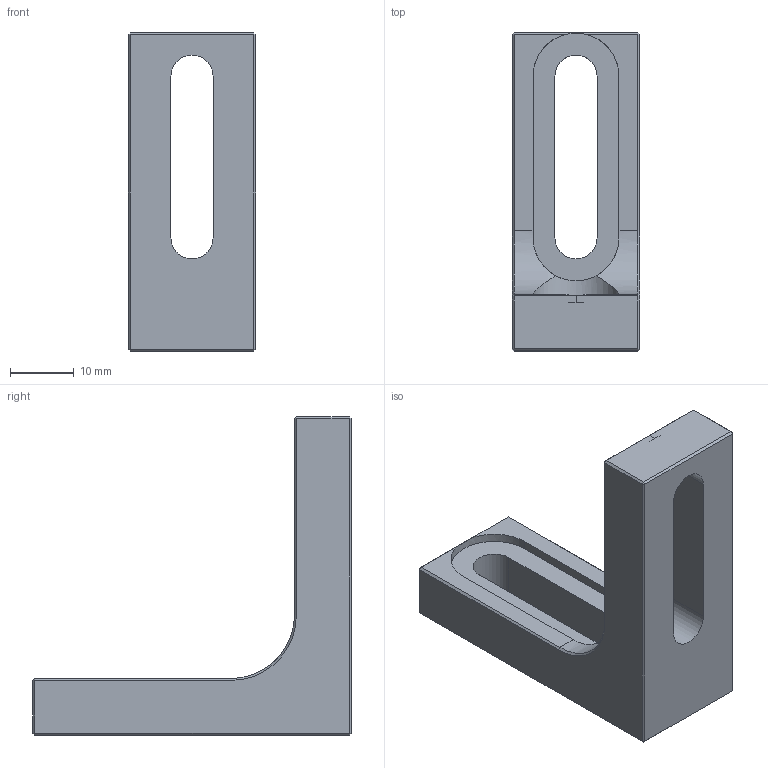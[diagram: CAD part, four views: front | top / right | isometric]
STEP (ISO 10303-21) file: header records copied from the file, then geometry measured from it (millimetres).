
FILE_DESCRIPTION (( 'STEP AP203' ), '1' );
FILE_NAME ('7.5.4.4-MCS-50A.STEP', '2023-04-28T01:46:03', ( '' ), ( '' ), 'SwSTEP 2.0', 'SolidWorks 2021', '' );
FILE_SCHEMA (( 'CONFIG_CONTROL_DESIGN' ));
Length unit declared in the file: millimetre
Products named in the file (1): 7.5.4.4-MCS-50A
Bounding box: 20 x 50 x 50 mm (x, y, z)
Volume: 12088.9 mm3; surface area: 6076.8 mm2
Topology: 1 solids, 1 shells, 63 faces, 149 edges, 88 vertices
Faces by surface type: plane 47, cylinder 14, cone 2
Entity records: 1898 total; most frequent: CARTESIAN_POINT 376, ORIENTED_EDGE 298, DIRECTION 298, EDGE_CURVE 149, VECTOR 110, LINE 110, AXIS2_PLACEMENT_3D 94, VERTEX_POINT 88
